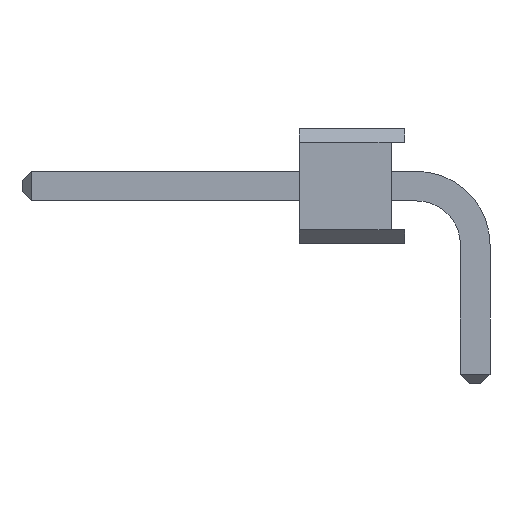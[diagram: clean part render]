
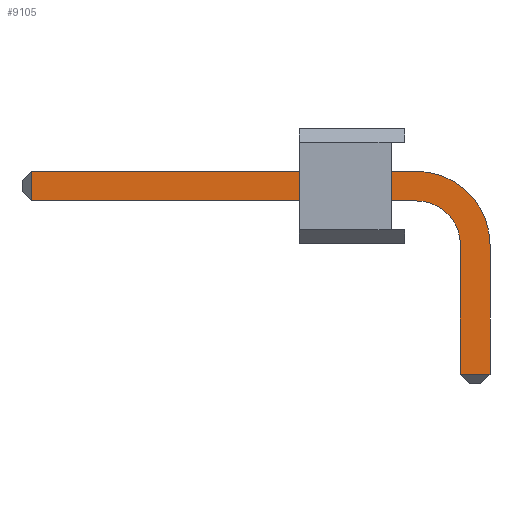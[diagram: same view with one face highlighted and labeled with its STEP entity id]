
A CAD part, left-side view. The second image highlights one B-rep face of the part: STEP entity #9105.
In plain terms, the highlighted planar face has unit normal (-1, 0, 0).
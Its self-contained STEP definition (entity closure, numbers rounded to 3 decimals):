
#43 = ORIENTED_EDGE ( 'NONE', *, *, #2881, .F. ) ;
#64 = DIRECTION ( 'NONE',  ( 1., 0., 0. ) ) ;
#224 = CARTESIAN_POINT ( 'NONE',  ( -0.32, 9.61, 1.59 ) ) ;
#328 = CARTESIAN_POINT ( 'NONE',  ( -0.32, 1.27, 1.59 ) ) ;
#434 = CARTESIAN_POINT ( 'NONE',  ( -0.32, 9.61, 1.59 ) ) ;
#902 = ORIENTED_EDGE ( 'NONE', *, *, #8565, .F. ) ;
#943 = LINE ( 'NONE', #434, #8497 ) ;
#1030 = DIRECTION ( 'NONE',  ( 1., 0., 0. ) ) ;
#1088 = EDGE_CURVE ( 'NONE', #3780, #1144, #1242, .T. ) ;
#1144 = VERTEX_POINT ( 'NONE', #6895 ) ;
#1156 = DIRECTION ( 'NONE',  ( 0., -1., 0. ) ) ;
#1242 = CIRCLE ( 'NONE', #9473, 0.95 ) ;
#1285 = CARTESIAN_POINT ( 'NONE',  ( -0.32, 1.27, 1.59 ) ) ;
#1399 = DIRECTION ( 'NONE',  ( 0., 0., -1. ) ) ;
#1484 = PLANE ( 'NONE',  #7442 ) ;
#1542 = EDGE_CURVE ( 'NONE', #2744, #8796, #8078, .T. ) ;
#1567 = CARTESIAN_POINT ( 'NONE',  ( -0.32, 1.27, 0. ) ) ;
#1820 = EDGE_CURVE ( 'NONE', #1144, #2424, #7217, .T. ) ;
#1988 = VERTEX_POINT ( 'NONE', #2697 ) ;
#2006 = AXIS2_PLACEMENT_3D ( 'NONE', #1567, #6644, #2305 ) ;
#2257 = VECTOR ( 'NONE', #7124, 1000. ) ;
#2305 = DIRECTION ( 'NONE',  ( 0., 0., 1. ) ) ;
#2424 = VERTEX_POINT ( 'NONE', #3262 ) ;
#2499 = EDGE_LOOP ( 'NONE', ( #4554, #4111, #5610, #8633, #6690, #902, #5298, #43 ) ) ;
#2504 = DIRECTION ( 'NONE',  ( 0., 0., -1. ) ) ;
#2530 = VECTOR ( 'NONE', #2641, 1000. ) ;
#2641 = DIRECTION ( 'NONE',  ( 0., 1., 0. ) ) ;
#2697 = CARTESIAN_POINT ( 'NONE',  ( -0.32, -0.32, 0. ) ) ;
#2744 = VERTEX_POINT ( 'NONE', #224 ) ;
#2881 = EDGE_CURVE ( 'NONE', #7076, #2744, #943, .T. ) ;
#2893 = EDGE_CURVE ( 'NONE', #7076, #3780, #6746, .T. ) ;
#3019 = FACE_OUTER_BOUND ( 'NONE', #2499, .T. ) ;
#3102 = CARTESIAN_POINT ( 'NONE',  ( -0.32, 1.27, 0.95 ) ) ;
#3262 = CARTESIAN_POINT ( 'NONE',  ( -0.32, 0.32, -2.8 ) ) ;
#3549 = EDGE_CURVE ( 'NONE', #1988, #7531, #6161, .T. ) ;
#3780 = VERTEX_POINT ( 'NONE', #3102 ) ;
#4111 = ORIENTED_EDGE ( 'NONE', *, *, #1088, .T. ) ;
#4387 = CARTESIAN_POINT ( 'NONE',  ( -0.32, 1.27, 1.59 ) ) ;
#4393 = CARTESIAN_POINT ( 'NONE',  ( -0.32, -0.32, -2.8 ) ) ;
#4440 = LINE ( 'NONE', #8467, #2530 ) ;
#4554 = ORIENTED_EDGE ( 'NONE', *, *, #2893, .T. ) ;
#4565 = VECTOR ( 'NONE', #1156, 1000. ) ;
#5120 = DIRECTION ( 'NONE',  ( 0., 0., -1. ) ) ;
#5180 = EDGE_CURVE ( 'NONE', #7531, #2424, #4440, .T. ) ;
#5247 = VECTOR ( 'NONE', #2504, 1000. ) ;
#5298 = ORIENTED_EDGE ( 'NONE', *, *, #1542, .F. ) ;
#5368 = CARTESIAN_POINT ( 'NONE',  ( -0.32, 1.27, 0. ) ) ;
#5495 = CARTESIAN_POINT ( 'NONE',  ( -0.32, 1.27, 0.95 ) ) ;
#5610 = ORIENTED_EDGE ( 'NONE', *, *, #1820, .T. ) ;
#5723 = CARTESIAN_POINT ( 'NONE',  ( -0.32, 9.61, 0.95 ) ) ;
#6120 = DIRECTION ( 'NONE',  ( 0., 0., 1. ) ) ;
#6161 = LINE ( 'NONE', #6480, #8128 ) ;
#6480 = CARTESIAN_POINT ( 'NONE',  ( -0.32, -0.32, -3. ) ) ;
#6644 = DIRECTION ( 'NONE',  ( 1., 0., 0. ) ) ;
#6690 = ORIENTED_EDGE ( 'NONE', *, *, #3549, .F. ) ;
#6746 = LINE ( 'NONE', #5495, #4565 ) ;
#6800 = CIRCLE ( 'NONE', #2006, 1.59 ) ;
#6895 = CARTESIAN_POINT ( 'NONE',  ( -0.32, 0.32, 0. ) ) ;
#7076 = VERTEX_POINT ( 'NONE', #5723 ) ;
#7124 = DIRECTION ( 'NONE',  ( 0., -1., 0. ) ) ;
#7217 = LINE ( 'NONE', #7582, #5247 ) ;
#7442 = AXIS2_PLACEMENT_3D ( 'NONE', #4387, #64, #5120 ) ;
#7531 = VERTEX_POINT ( 'NONE', #4393 ) ;
#7582 = CARTESIAN_POINT ( 'NONE',  ( -0.32, 0.32, -3. ) ) ;
#7636 = DIRECTION ( 'NONE',  ( 0., 0., 1. ) ) ;
#8078 = LINE ( 'NONE', #1285, #2257 ) ;
#8128 = VECTOR ( 'NONE', #1399, 1000. ) ;
#8467 = CARTESIAN_POINT ( 'NONE',  ( -0.32, -0.32, -2.8 ) ) ;
#8497 = VECTOR ( 'NONE', #7636, 1000. ) ;
#8565 = EDGE_CURVE ( 'NONE', #8796, #1988, #6800, .T. ) ;
#8633 = ORIENTED_EDGE ( 'NONE', *, *, #5180, .F. ) ;
#8796 = VERTEX_POINT ( 'NONE', #328 ) ;
#9105 = ADVANCED_FACE ( 'NONE', ( #3019 ), #1484, .F. ) ;
#9473 = AXIS2_PLACEMENT_3D ( 'NONE', #5368, #1030, #6120 ) ;
